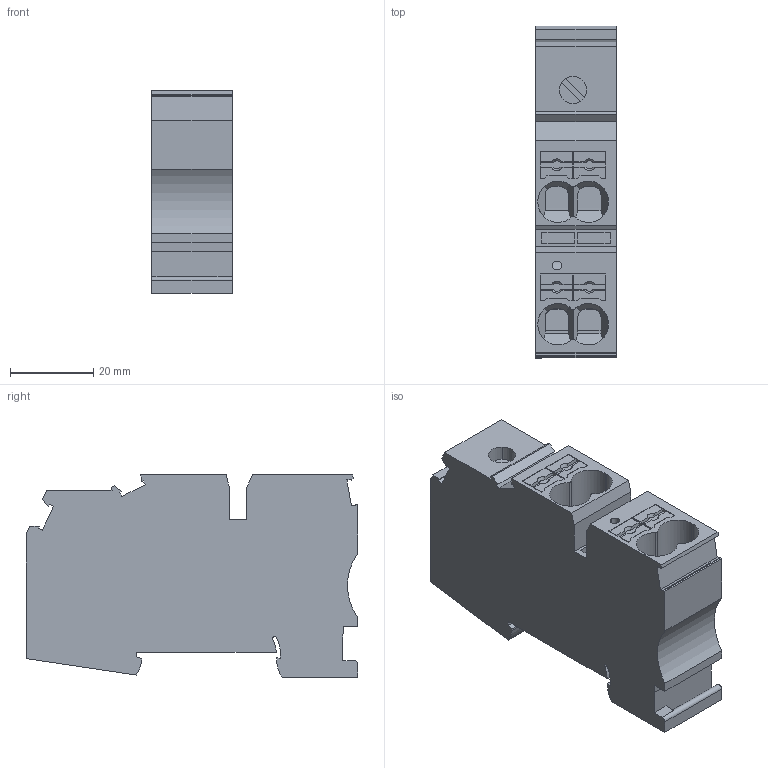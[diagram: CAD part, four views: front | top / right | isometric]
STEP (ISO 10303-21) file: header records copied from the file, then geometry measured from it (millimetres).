
FILE_DESCRIPTION(('Creo Elements/Direct Modeling STEP Export'),'2;1');
FILE_NAME('model.stp','2021-09-10T 8:02:21',(''),(''),'Creo Elements/Direct Modeling STEP processor for AP214 (Solid Model)','Creo Elements/Direct Modeling 20.1D 10-Oct-2020 (C) Parametric Technology GmbH','');
FILE_SCHEMA(('AUTOMOTIVE_DESIGN { 1 0 10303 214 1 1 1 1 }'));
Length unit declared in the file: millimetre
Products named in the file (2): PTU_35_4X10_BU-Select
Assembly tree (1 placements, depth 2):
  PTU_35_4X10_BU-Select
    PTU_35_4X10_BU-Select
Bounding box: 19.35 x 79.9 x 48.8 mm (x, y, z)
Volume: 54805.2 mm3; surface area: 17461.5 mm2
Topology: 1 solids, 1 shells, 252 faces, 712 edges, 472 vertices
Faces by surface type: plane 207, cylinder 37, cone 8
Entity records: 10998 total; most frequent: CARTESIAN_POINT 2433, ORIENTED_EDGE 1424, DIRECTION 1252, EDGE_CURVE 712, VECTOR 560, LINE 560, VERTEX_POINT 472, AXIS2_PLACEMENT_3D 346
